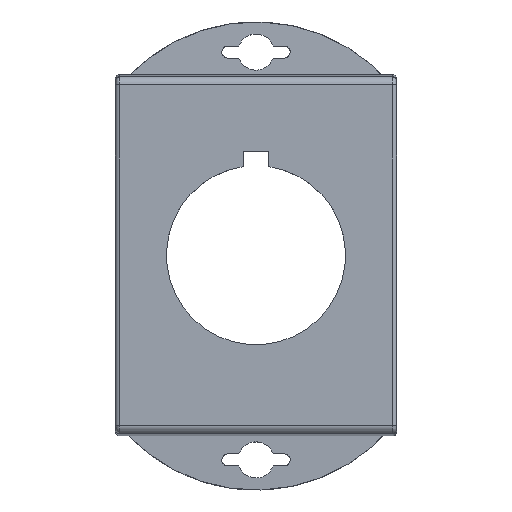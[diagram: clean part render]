
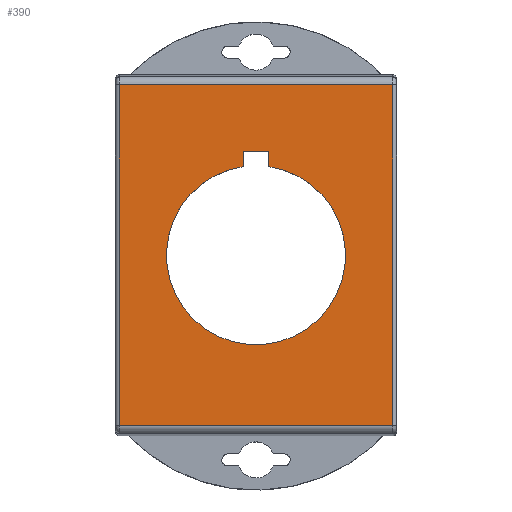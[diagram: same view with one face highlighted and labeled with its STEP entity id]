
A CAD part, top view. The second image highlights one B-rep face of the part: STEP entity #390.
In plain terms, the highlighted planar face has unit normal (0, 0, 1).
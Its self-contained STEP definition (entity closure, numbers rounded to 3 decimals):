
#206=CIRCLE('',#2962,11.15);
#275=FACE_BOUND('',#750,.T.);
#276=FACE_BOUND('',#751,.T.);
#390=ADVANCED_FACE('',(#275,#276),#500,.T.);
#500=PLANE('',#3014);
#750=EDGE_LOOP('',(#1365,#1366,#1367,#1368));
#751=EDGE_LOOP('',(#1369,#1370,#1371,#1372));
#1365=ORIENTED_EDGE('',*,*,#2221,.F.);
#1366=ORIENTED_EDGE('',*,*,#2222,.F.);
#1367=ORIENTED_EDGE('',*,*,#2223,.F.);
#1368=ORIENTED_EDGE('',*,*,#2219,.F.);
#1369=ORIENTED_EDGE('',*,*,#2134,.T.);
#1370=ORIENTED_EDGE('',*,*,#2144,.T.);
#1371=ORIENTED_EDGE('',*,*,#2141,.T.);
#1372=ORIENTED_EDGE('',*,*,#2138,.T.);
#1644=VERTEX_POINT('',#3999);
#1649=VERTEX_POINT('',#4020);
#1813=VERTEX_POINT('',#4634);
#1814=VERTEX_POINT('',#4635);
#1817=VERTEX_POINT('',#4643);
#1819=VERTEX_POINT('',#4649);
#1860=VERTEX_POINT('',#4937);
#1861=VERTEX_POINT('',#4942);
#2134=EDGE_CURVE('',#1813,#1814,#2473,.T.);
#2138=EDGE_CURVE('',#1817,#1813,#2477,.T.);
#2141=EDGE_CURVE('',#1819,#1817,#2480,.T.);
#2144=EDGE_CURVE('',#1814,#1819,#206,.T.);
#2219=EDGE_CURVE('',#1644,#1860,#2537,.T.);
#2221=EDGE_CURVE('',#1649,#1644,#2538,.T.);
#2222=EDGE_CURVE('',#1861,#1649,#2539,.T.);
#2223=EDGE_CURVE('',#1860,#1861,#2540,.T.);
#2473=LINE('',#4633,#2764);
#2477=LINE('',#4642,#2768);
#2480=LINE('',#4648,#2771);
#2537=LINE('',#4936,#2828);
#2538=LINE('',#4940,#2829);
#2539=LINE('',#4941,#2830);
#2540=LINE('',#4943,#2831);
#2764=VECTOR('',#3465,1.);
#2768=VECTOR('',#3471,1.);
#2771=VECTOR('',#3476,1.);
#2828=VECTOR('',#3635,1.);
#2829=VECTOR('',#3640,1.);
#2830=VECTOR('',#3641,1.);
#2831=VECTOR('',#3642,1.);
#2962=AXIS2_PLACEMENT_3D('',#4654,#3481,#3482);
#3014=AXIS2_PLACEMENT_3D('',#4944,#3643,#3644);
#3465=DIRECTION('',(0.,-1.,0.));
#3471=DIRECTION('',(1.,0.,0.));
#3476=DIRECTION('',(0.,1.,0.));
#3481=DIRECTION('',(0.,0.,-1.));
#3482=DIRECTION('',(-0.143,0.99,0.));
#3635=DIRECTION('',(1.,0.,0.));
#3640=DIRECTION('',(0.,1.,0.));
#3641=DIRECTION('',(-1.,0.,0.));
#3642=DIRECTION('',(0.,-1.,0.));
#3643=DIRECTION('',(0.,0.,1.));
#3644=DIRECTION('',(-1.,0.,0.));
#3999=CARTESIAN_POINT('',(-17.,21.218,5.));
#4020=CARTESIAN_POINT('',(-17.,-21.218,5.));
#4633=CARTESIAN_POINT('',(1.6,12.95,5.));
#4634=CARTESIAN_POINT('',(1.6,12.95,5.));
#4635=CARTESIAN_POINT('',(1.6,11.035,5.));
#4642=CARTESIAN_POINT('',(-1.6,12.95,5.));
#4643=CARTESIAN_POINT('',(-1.6,12.95,5.));
#4648=CARTESIAN_POINT('',(-1.6,11.035,5.));
#4649=CARTESIAN_POINT('',(-1.6,11.035,5.));
#4654=CARTESIAN_POINT('',(0.,0.,5.));
#4936=CARTESIAN_POINT('',(-17.,21.218,5.));
#4937=CARTESIAN_POINT('',(17.,21.218,5.));
#4940=CARTESIAN_POINT('',(-17.,-21.218,5.));
#4941=CARTESIAN_POINT('',(17.,-21.218,5.));
#4942=CARTESIAN_POINT('',(17.,-21.218,5.));
#4943=CARTESIAN_POINT('',(17.,21.218,5.));
#4944=CARTESIAN_POINT('',(0.,0.,5.));
